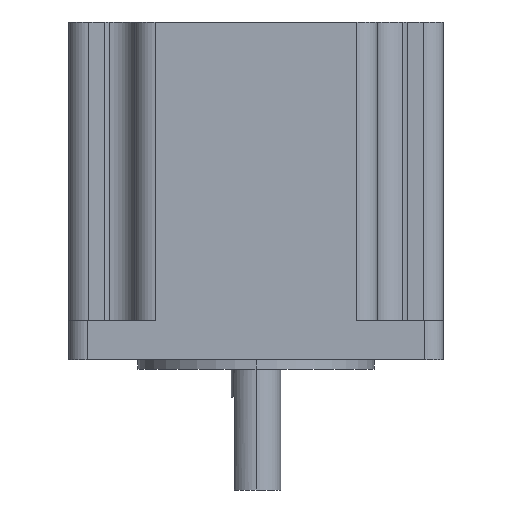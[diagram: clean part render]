
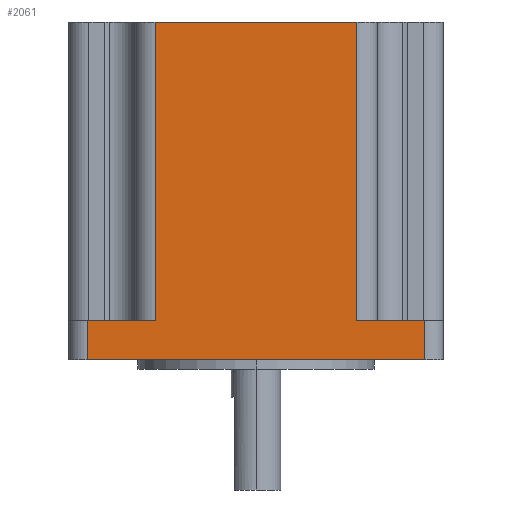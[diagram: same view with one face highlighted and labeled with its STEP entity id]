
A CAD part, left-side view. The second image highlights one B-rep face of the part: STEP entity #2061.
In plain terms, the highlighted planar face has unit normal (-1, 0, 0).
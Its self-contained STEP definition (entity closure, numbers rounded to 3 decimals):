
#115 = VECTOR ( 'NONE', #655, 1000. ) ;
#117 = VECTOR ( 'NONE', #657, 1000. ) ;
#136 = VECTOR ( 'NONE', #803, 1000. ) ;
#149 = VECTOR ( 'NONE', #826, 1000. ) ;
#151 = VECTOR ( 'NONE', #831, 1000. ) ;
#153 = VECTOR ( 'NONE', #835, 1000. ) ;
#160 = VECTOR ( 'NONE', #850, 1000. ) ;
#161 = VECTOR ( 'NONE', #852, 1000. ) ;
#189 = AXIS2_PLACEMENT_3D ( 'NONE', #936, #937, #938 ) ;
#511 = LINE ( 'NONE', #654, #115 ) ;
#512 = LINE ( 'NONE', #656, #117 ) ;
#518 = LINE ( 'NONE', #802, #136 ) ;
#528 = LINE ( 'NONE', #825, #149 ) ;
#529 = LINE ( 'NONE', #830, #151 ) ;
#531 = LINE ( 'NONE', #834, #153 ) ;
#537 = LINE ( 'NONE', #849, #160 ) ;
#538 = LINE ( 'NONE', #851, #161 ) ;
#569 = FACE_OUTER_BOUND ( 'NONE', #1722, .T. ) ;
#654 = CARTESIAN_POINT ( 'NONE',  ( -30.25, 27.25, 54.5 ) ) ;
#655 = DIRECTION ( 'NONE',  ( 0., 0., -1. ) ) ;
#656 = CARTESIAN_POINT ( 'NONE',  ( -30.25, -27.25, 54.5 ) ) ;
#657 = DIRECTION ( 'NONE',  ( 0., 0., -1. ) ) ;
#699 = CARTESIAN_POINT ( 'NONE',  ( -30.25, -16.275, 6.3 ) ) ;
#700 = CARTESIAN_POINT ( 'NONE',  ( -30.25, 16.275, 6.3 ) ) ;
#701 = CARTESIAN_POINT ( 'NONE',  ( -30.25, -16.275, 54.5 ) ) ;
#702 = CARTESIAN_POINT ( 'NONE',  ( -30.25, 16.275, 54.5 ) ) ;
#716 = CARTESIAN_POINT ( 'NONE',  ( -30.25, -27.25, 0. ) ) ;
#718 = CARTESIAN_POINT ( 'NONE',  ( -30.25, -27.25, 6.3 ) ) ;
#719 = CARTESIAN_POINT ( 'NONE',  ( -30.25, 27.25, 0. ) ) ;
#721 = CARTESIAN_POINT ( 'NONE',  ( -30.25, 27.25, 6.3 ) ) ;
#802 = CARTESIAN_POINT ( 'NONE',  ( -30.25, 27.25, 0. ) ) ;
#803 = DIRECTION ( 'NONE',  ( 0., -1., 0. ) ) ;
#825 = CARTESIAN_POINT ( 'NONE',  ( -30.25, 27.25, 6.3 ) ) ;
#826 = DIRECTION ( 'NONE',  ( 0., -1., 0. ) ) ;
#830 = CARTESIAN_POINT ( 'NONE',  ( -30.25, 27.25, 54.5 ) ) ;
#831 = DIRECTION ( 'NONE',  ( 0., -1., 0. ) ) ;
#834 = CARTESIAN_POINT ( 'NONE',  ( -30.25, 16.275, 54.5 ) ) ;
#835 = DIRECTION ( 'NONE',  ( 0., 0., -1. ) ) ;
#849 = CARTESIAN_POINT ( 'NONE',  ( -30.25, -16.275, 54.5 ) ) ;
#850 = DIRECTION ( 'NONE',  ( 0., 0., 1. ) ) ;
#851 = CARTESIAN_POINT ( 'NONE',  ( -30.25, -19.575, 6.3 ) ) ;
#852 = DIRECTION ( 'NONE',  ( 0., -1., 0. ) ) ;
#935 = PLANE ( 'NONE',  #189 ) ;
#936 = CARTESIAN_POINT ( 'NONE',  ( -30.25, 27.25, 54.5 ) ) ;
#937 = DIRECTION ( 'NONE',  ( 1., 0., 0. ) ) ;
#938 = DIRECTION ( 'NONE',  ( 0., 1., 0. ) ) ;
#1524 = EDGE_CURVE ( 'NONE', #1649, #1647, #511, .T. ) ;
#1525 = EDGE_CURVE ( 'NONE', #1646, #1644, #512, .T. ) ;
#1627 = VERTEX_POINT ( 'NONE', #699 ) ;
#1628 = VERTEX_POINT ( 'NONE', #700 ) ;
#1629 = VERTEX_POINT ( 'NONE', #701 ) ;
#1630 = VERTEX_POINT ( 'NONE', #702 ) ;
#1644 = VERTEX_POINT ( 'NONE', #716 ) ;
#1646 = VERTEX_POINT ( 'NONE', #718 ) ;
#1647 = VERTEX_POINT ( 'NONE', #719 ) ;
#1649 = VERTEX_POINT ( 'NONE', #721 ) ;
#1722 = EDGE_LOOP ( 'NONE', ( #1930, #1917, #1926, #1923, #1913, #1911, #1912, #1916 ) ) ;
#1911 = ORIENTED_EDGE ( 'NONE', *, *, #1525, .F. ) ;
#1912 = ORIENTED_EDGE ( 'NONE', *, *, #2037, .F. ) ;
#1913 = ORIENTED_EDGE ( 'NONE', *, *, #2015, .T. ) ;
#1916 = ORIENTED_EDGE ( 'NONE', *, *, #2036, .T. ) ;
#1917 = ORIENTED_EDGE ( 'NONE', *, *, #2030, .T. ) ;
#1923 = ORIENTED_EDGE ( 'NONE', *, *, #1524, .T. ) ;
#1926 = ORIENTED_EDGE ( 'NONE', *, *, #2026, .F. ) ;
#1930 = ORIENTED_EDGE ( 'NONE', *, *, #2028, .F. ) ;
#2015 = EDGE_CURVE ( 'NONE', #1647, #1644, #518, .T. ) ;
#2026 = EDGE_CURVE ( 'NONE', #1649, #1628, #528, .T. ) ;
#2028 = EDGE_CURVE ( 'NONE', #1630, #1629, #529, .T. ) ;
#2030 = EDGE_CURVE ( 'NONE', #1630, #1628, #531, .T. ) ;
#2036 = EDGE_CURVE ( 'NONE', #1627, #1629, #537, .T. ) ;
#2037 = EDGE_CURVE ( 'NONE', #1627, #1646, #538, .T. ) ;
#2061 = ADVANCED_FACE ( 'NONE', ( #569 ), #935, .F. ) ;
